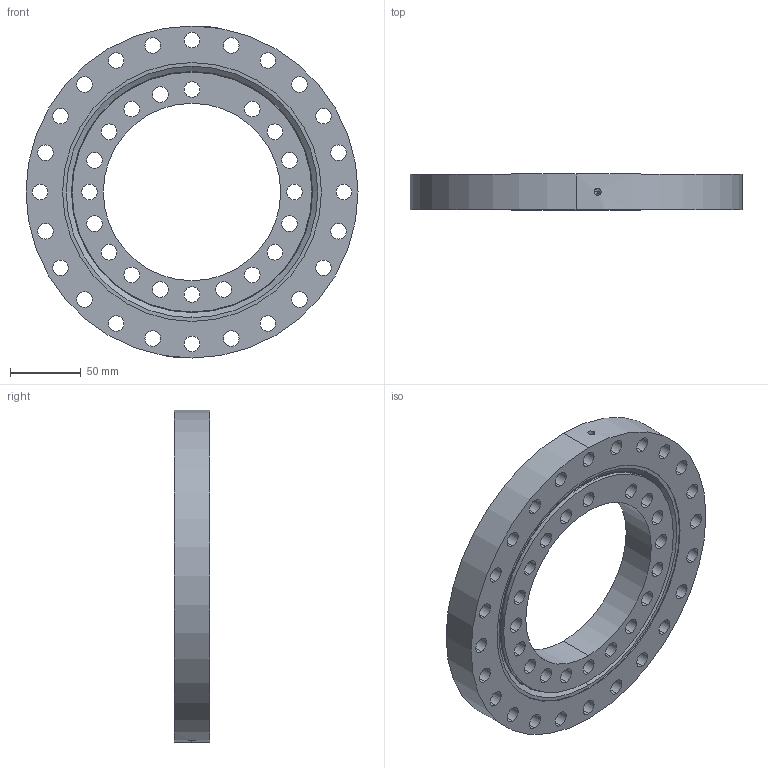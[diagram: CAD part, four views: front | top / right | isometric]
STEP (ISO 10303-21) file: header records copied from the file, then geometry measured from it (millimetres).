
FILE_DESCRIPTION (( 'STEP AP203' ), '1' );
FILE_NAME ('03-0181-07.STEP', '2017-12-26T14:21:35', ( 'defontaine' ), ( 'Hewlett-Packard Company' ), 'SwSTEP 2.0', 'SolidWorks 2016', '' );
FILE_SCHEMA (( 'CONFIG_CONTROL_DESIGN' ));
Length unit declared in the file: millimetre
Products named in the file (1): 03-0181-07
Bounding box: 234 x 25 x 234 mm (x, y, z)
Volume: 568035 mm3; surface area: 189269.9 mm2
Topology: 5 solids, 5 shells, 174 faces, 441 edges, 287 vertices
Faces by surface type: cylinder 130, plane 20, torus 18, cone 4, sphere 2
Entity records: 5845 total; most frequent: CARTESIAN_POINT 1137, DIRECTION 1072, ORIENTED_EDGE 872, AXIS2_PLACEMENT_3D 469, EDGE_CURVE 436, CIRCLE 294, EDGE_LOOP 284, VERTEX_POINT 284
